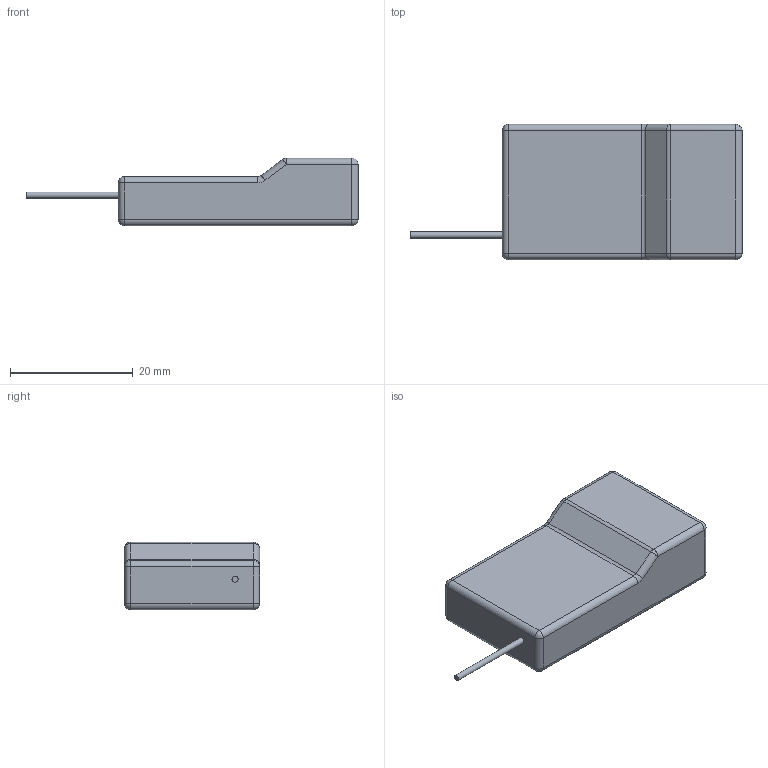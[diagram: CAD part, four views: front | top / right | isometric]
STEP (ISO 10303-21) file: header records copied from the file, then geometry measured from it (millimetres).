
FILE_DESCRIPTION((''),'2;1');
FILE_NAME('RC-RX small.stp','2018-11-21T18:27:35',('Stefan'),(''),'Autodesk Inventor 2012','Autodesk Inventor 2012','');
FILE_SCHEMA(('AUTOMOTIVE_DESIGN { 1 0 10303 214 1 1 1 1 }'));
Length unit declared in the file: millimetre
Products named in the file (1): RC-RX
Bounding box: 54 x 22 x 11 mm (x, y, z)
Volume: 7740.2 mm3; surface area: 2787.1 mm2
Topology: 1 solids, 1 shells, 40 faces, 83 edges, 44 vertices
Faces by surface type: cylinder 19, sphere 10, plane 9, torus 2
Full cylindrical faces by diameter (mm): 1 x1
Entity records: 1022 total; most frequent: DIRECTION 198, CARTESIAN_POINT 157, ORIENTED_EDGE 152, AXIS2_PLACEMENT_3D 81, EDGE_CURVE 76, EDGE_LOOP 42, VERTEX_POINT 40, CIRCLE 40
